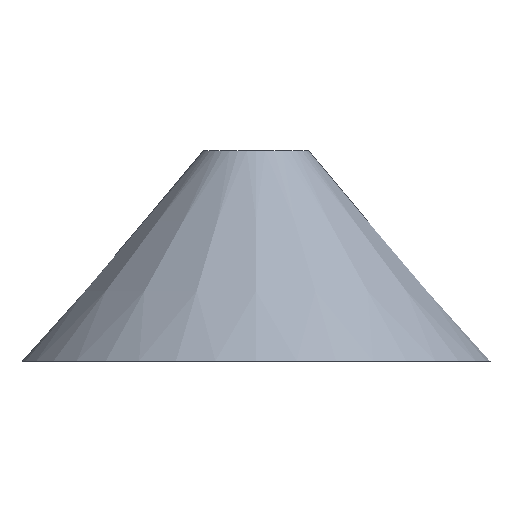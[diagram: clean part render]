
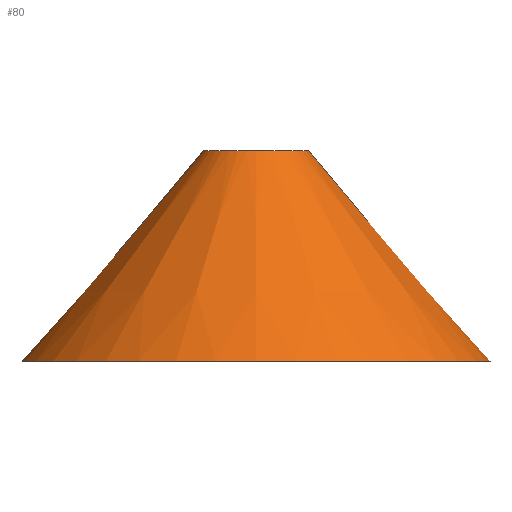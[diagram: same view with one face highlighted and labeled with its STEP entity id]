
A CAD part, left-side view. The second image highlights one B-rep face of the part: STEP entity #80.
In plain terms, the highlighted conical face has half-angle 40.778 degrees and reference radius 0.2 mm.
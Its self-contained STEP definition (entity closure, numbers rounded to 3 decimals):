
#67 = EDGE_CURVE('',#68,#68,#70,.T.);
#68 = VERTEX_POINT('',#69);
#69 = CARTESIAN_POINT('',(0.2,0.,0.8));
#70 = CIRCLE('',#71,0.2);
#71 = AXIS2_PLACEMENT_3D('',#72,#73,#74);
#72 = CARTESIAN_POINT('',(0.,0.,0.8));
#73 = DIRECTION('',(0.,0.,-1.));
#74 = DIRECTION('',(1.,0.,0.));
#80 = ADVANCED_FACE('',(#81),#100,.T.);
#81 = FACE_BOUND('',#82,.T.);
#82 = EDGE_LOOP('',(#83,#84,#92,#99));
#83 = ORIENTED_EDGE('',*,*,#67,.T.);
#84 = ORIENTED_EDGE('',*,*,#85,.T.);
#85 = EDGE_CURVE('',#68,#86,#88,.T.);
#86 = VERTEX_POINT('',#87);
#87 = CARTESIAN_POINT('',(0.89,0.,0.));
#88 = LINE('',#89,#90);
#89 = CARTESIAN_POINT('',(0.2,0.,0.8));
#90 = VECTOR('',#91,1.);
#91 = DIRECTION('',(0.653,0.,-0.757)
  );
#92 = ORIENTED_EDGE('',*,*,#93,.F.);
#93 = EDGE_CURVE('',#86,#86,#94,.T.);
#94 = CIRCLE('',#95,0.89);
#95 = AXIS2_PLACEMENT_3D('',#96,#97,#98);
#96 = CARTESIAN_POINT('',(0.,0.,0.));
#97 = DIRECTION('',(0.,0.,-1.));
#98 = DIRECTION('',(1.,0.,0.));
#99 = ORIENTED_EDGE('',*,*,#85,.F.);
#100 = CONICAL_SURFACE('',#101,0.2,0.712);
#101 = AXIS2_PLACEMENT_3D('',#102,#103,#104);
#102 = CARTESIAN_POINT('',(0.,0.,0.8));
#103 = DIRECTION('',(0.,0.,-1.));
#104 = DIRECTION('',(1.,0.,0.));
